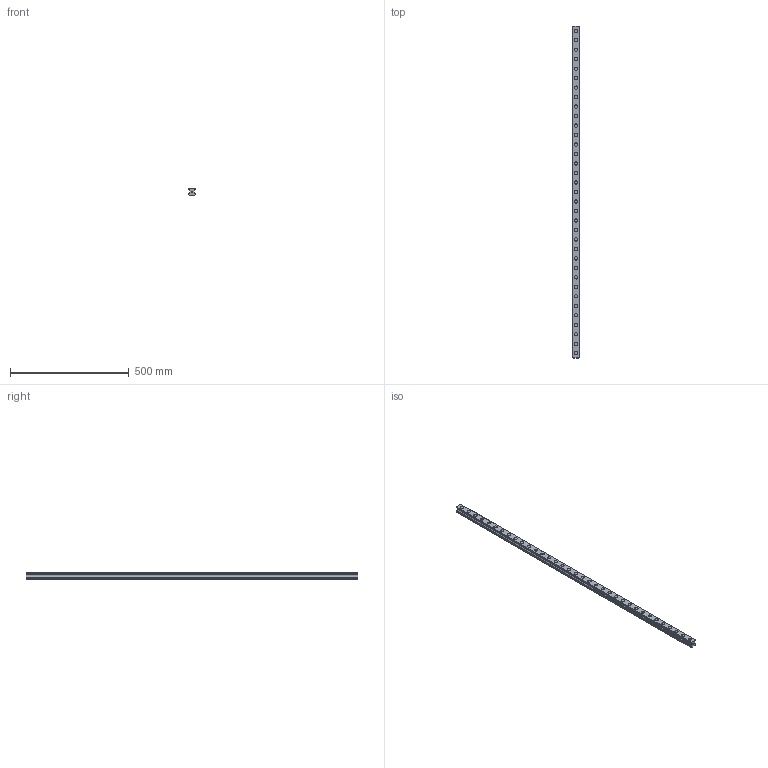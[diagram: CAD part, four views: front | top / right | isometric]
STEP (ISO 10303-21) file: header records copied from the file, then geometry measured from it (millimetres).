
FILE_DESCRIPTION(('STEP AP214'),'1');
FILE_NAME('cctmp_8697EAD8-605E-4DC8-A952-637F3DE62A71_2021_03_11_14_28_03_0680..stp','2021-03-11T13:28:03',('HIWIN GmbH'),('CADClick - www.CADClick.com'),'Spatial InterOp 3D',' ','unknown authorization');
FILE_SCHEMA(('AUTOMOTIVE_DESIGN'));
Length unit declared in the file: millimetre
Products named in the file (1): RGR30R1400H_FILE
Bounding box: 28 x 1400 x 28 mm (x, y, z)
Volume: 803409.5 mm3; surface area: 208328.5 mm2
Topology: 1 solids, 1 shells, 430 faces, 957 edges, 638 vertices
Faces by surface type: cylinder 228, plane 202
Entity records: 15561 total; most frequent: DIRECTION 2275, CARTESIAN_POINT 2026, ORIENTED_EDGE 1914, EDGE_CURVE 957, AXIS2_PLACEMENT_3D 887, VERTEX_POINT 638, EDGE_LOOP 539, LINE 501
